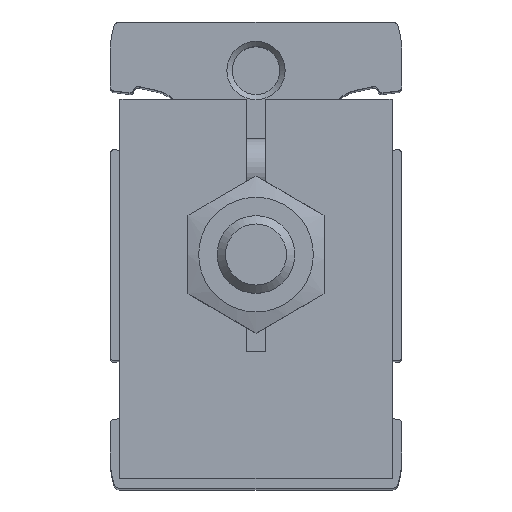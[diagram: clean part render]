
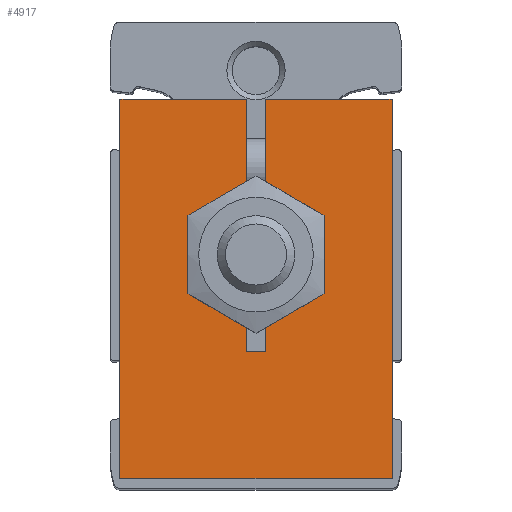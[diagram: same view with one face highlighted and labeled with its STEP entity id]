
A CAD part, top view. The second image highlights one B-rep face of the part: STEP entity #4917.
In plain terms, the highlighted planar face has unit normal (0, 0, 1).
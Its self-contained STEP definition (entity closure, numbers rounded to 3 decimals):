
#197=PLANE('',#5351);
#385=LINE('',#7797,#609);
#387=LINE('',#7802,#611);
#390=LINE('',#7810,#614);
#393=LINE('',#7816,#617);
#396=LINE('',#7824,#620);
#403=LINE('',#7843,#627);
#404=LINE('',#7845,#628);
#405=LINE('',#7849,#629);
#406=LINE('',#7851,#630);
#407=LINE('',#7853,#631);
#609=VECTOR('',#6313,1000.);
#611=VECTOR('',#6317,1000.);
#614=VECTOR('',#6324,1000.);
#617=VECTOR('',#6329,1000.);
#620=VECTOR('',#6336,1000.);
#627=VECTOR('',#6353,1000.);
#628=VECTOR('',#6354,1000.);
#629=VECTOR('',#6357,1000.);
#630=VECTOR('',#6358,1000.);
#631=VECTOR('',#6359,1000.);
#816=CIRCLE('',#5352,2.);
#817=CIRCLE('',#5353,2.);
#1707=ORIENTED_EDGE('',*,*,#2314,.F.);
#1708=ORIENTED_EDGE('',*,*,#2291,.T.);
#1709=ORIENTED_EDGE('',*,*,#2297,.T.);
#1710=ORIENTED_EDGE('',*,*,#2300,.T.);
#1711=ORIENTED_EDGE('',*,*,#2304,.T.);
#1712=ORIENTED_EDGE('',*,*,#2293,.T.);
#1713=ORIENTED_EDGE('',*,*,#2315,.F.);
#1714=ORIENTED_EDGE('',*,*,#2316,.F.);
#1715=ORIENTED_EDGE('',*,*,#2317,.F.);
#1716=ORIENTED_EDGE('',*,*,#2318,.F.);
#1717=ORIENTED_EDGE('',*,*,#2319,.F.);
#1718=ORIENTED_EDGE('',*,*,#2320,.F.);
#2291=EDGE_CURVE('',#2691,#2693,#385,.T.);
#2293=EDGE_CURVE('',#2696,#2695,#387,.T.);
#2297=EDGE_CURVE('',#2693,#2699,#390,.T.);
#2300=EDGE_CURVE('',#2699,#2701,#393,.T.);
#2304=EDGE_CURVE('',#2701,#2696,#396,.T.);
#2314=EDGE_CURVE('',#2691,#2711,#403,.T.);
#2315=EDGE_CURVE('',#2712,#2695,#404,.T.);
#2316=EDGE_CURVE('',#2713,#2712,#816,.T.);
#2317=EDGE_CURVE('',#2714,#2713,#405,.T.);
#2318=EDGE_CURVE('',#2715,#2714,#406,.T.);
#2319=EDGE_CURVE('',#2716,#2715,#407,.T.);
#2320=EDGE_CURVE('',#2711,#2716,#817,.T.);
#2691=VERTEX_POINT('',#7792);
#2693=VERTEX_POINT('',#7796);
#2695=VERTEX_POINT('',#7801);
#2696=VERTEX_POINT('',#7803);
#2699=VERTEX_POINT('',#7811);
#2701=VERTEX_POINT('',#7817);
#2711=VERTEX_POINT('',#7844);
#2712=VERTEX_POINT('',#7846);
#2713=VERTEX_POINT('',#7848);
#2714=VERTEX_POINT('',#7850);
#2715=VERTEX_POINT('',#7852);
#2716=VERTEX_POINT('',#7854);
#3116=EDGE_LOOP('',(#1707,#1708,#1709,#1710,#1711,#1712,#1713,#1714,#1715,
#1716,#1717,#1718));
#3447=FACE_BOUND('',#3116,.T.);
#4917=ADVANCED_FACE('',(#3447),#197,.T.);
#5351=AXIS2_PLACEMENT_3D('',#7842,#6351,#6352);
#5352=AXIS2_PLACEMENT_3D('',#7847,#6355,#6356);
#5353=AXIS2_PLACEMENT_3D('',#7855,#6360,#6361);
#6313=DIRECTION('',(-1.,0.,0.));
#6317=DIRECTION('',(-1.,0.,0.));
#6324=DIRECTION('',(0.,-1.,0.));
#6329=DIRECTION('',(1.,0.,0.));
#6336=DIRECTION('',(0.,1.,0.));
#6351=DIRECTION('',(0.,0.,1.));
#6352=DIRECTION('',(1.,0.,0.));
#6353=DIRECTION('',(0.,-1.,0.));
#6354=DIRECTION('',(0.,1.,0.));
#6355=DIRECTION('',(0.,0.,1.));
#6356=DIRECTION('',(1.,0.,0.));
#6357=DIRECTION('',(0.,1.,0.));
#6358=DIRECTION('',(1.,0.,0.));
#6359=DIRECTION('',(0.,-1.,0.));
#6360=DIRECTION('',(0.,0.,1.));
#6361=DIRECTION('',(1.,0.,0.));
#7792=CARTESIAN_POINT('',(-0.5,19.5,0.));
#7796=CARTESIAN_POINT('',(-7.,19.5,0.));
#7797=CARTESIAN_POINT('',(7.,19.5,0.));
#7801=CARTESIAN_POINT('',(0.5,19.5,0.));
#7802=CARTESIAN_POINT('',(7.,19.5,0.));
#7803=CARTESIAN_POINT('',(7.,19.5,0.));
#7810=CARTESIAN_POINT('',(-7.,19.5,0.));
#7811=CARTESIAN_POINT('',(-7.,0.,0.));
#7816=CARTESIAN_POINT('',(-7.,0.,0.));
#7817=CARTESIAN_POINT('',(7.,0.,0.));
#7824=CARTESIAN_POINT('',(7.,0.,0.));
#7842=CARTESIAN_POINT('',(0.,0.,0.));
#7843=CARTESIAN_POINT('',(-0.5,19.5,0.));
#7844=CARTESIAN_POINT('',(-0.5,13.436,0.));
#7845=CARTESIAN_POINT('',(0.5,13.436,0.));
#7846=CARTESIAN_POINT('',(0.5,13.436,0.));
#7847=CARTESIAN_POINT('',(0.,11.5,0.));
#7848=CARTESIAN_POINT('',(0.5,9.564,0.));
#7849=CARTESIAN_POINT('',(0.5,6.5,0.));
#7850=CARTESIAN_POINT('',(0.5,6.5,0.));
#7851=CARTESIAN_POINT('',(-0.5,6.5,0.));
#7852=CARTESIAN_POINT('',(-0.5,6.5,0.));
#7853=CARTESIAN_POINT('',(-0.5,9.564,0.));
#7854=CARTESIAN_POINT('',(-0.5,9.564,0.));
#7855=CARTESIAN_POINT('',(0.,11.5,0.));
